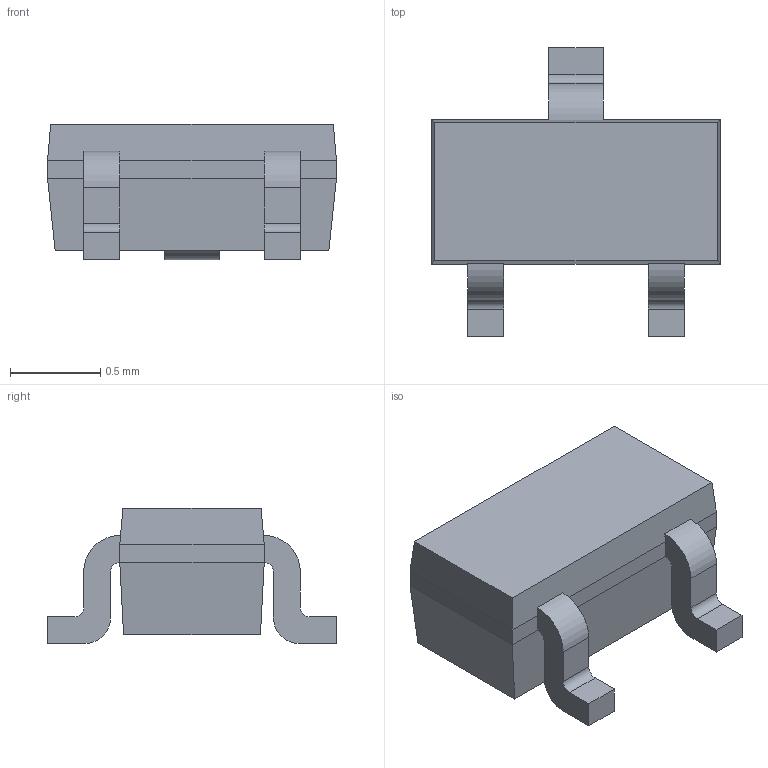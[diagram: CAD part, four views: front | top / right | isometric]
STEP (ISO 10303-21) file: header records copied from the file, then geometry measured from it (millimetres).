
FILE_DESCRIPTION( (''), '2;1');
FILE_NAME ('3D_Model_EMT3_Rev0.stp','2020-07-08T13:55:51',(''),(''),'spGate 14.4.10','','');
FILE_SCHEMA (('AUTOMOTIVE_DESIGN'));
Length unit declared in the file: millimetre
Products named in the file (5): Assembly; 3D_Model_EMT3_Rev0-prt0; 3D_Model_EMT3_Rev0-prt1; 3D_Model_EMT3_Rev0-prt2; 3D_Model_EMT3_Rev0-prt3
Assembly tree (4 placements, depth 2):
  Assembly
    3D_Model_EMT3_Rev0-prt0
    3D_Model_EMT3_Rev0-prt1
    3D_Model_EMT3_Rev0-prt2
    3D_Model_EMT3_Rev0-prt3
Bounding box: 1.6 x 1.6 x 0.75 mm (x, y, z)
Volume: 0.9 mm3; surface area: 7.6 mm2
Topology: 4 solids, 4 shells, 53 faces, 127 edges, 82 vertices
Faces by surface type: plane 41, cylinder 12
Entity records: 2718 total; most frequent: DIRECTION 277, CARTESIAN_POINT 272, ORIENTED_EDGE 254, COLOUR_RGB 184, PRESENTATION_STYLE_ASSIGNMENT 184, STYLED_ITEM 184, EDGE_CURVE 127, DRAUGHTING_PRE_DEFINED_CURVE_FONT 127
